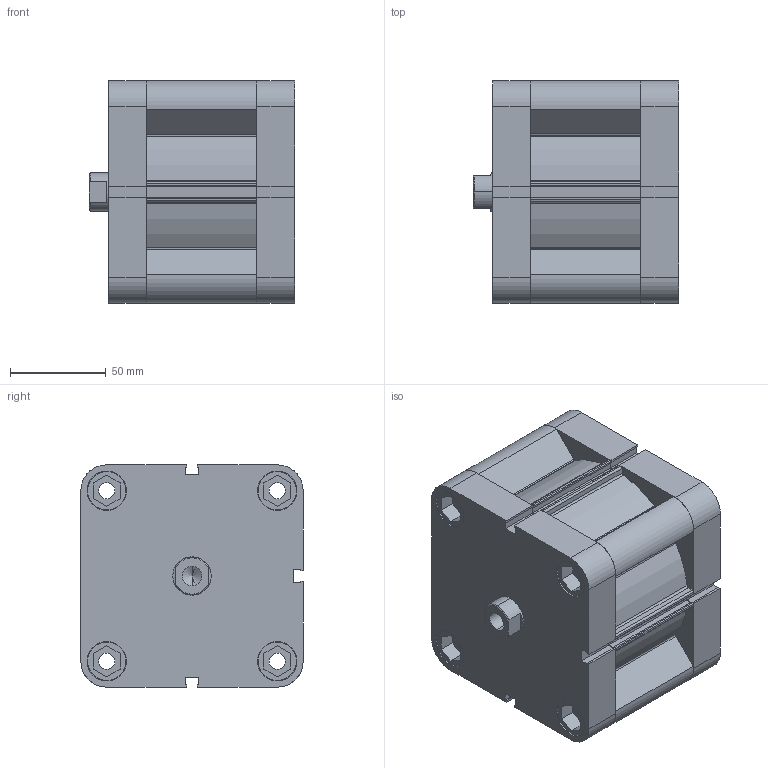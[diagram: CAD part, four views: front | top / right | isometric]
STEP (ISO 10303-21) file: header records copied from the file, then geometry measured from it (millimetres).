
FILE_DESCRIPTION (( 'STEP AP214' ), '1' );
FILE_NAME ('KCS-100-30-CYLINDER.STEP', '2013-07-24T14:14:01', ( '' ), ( '' ), 'SwSTEP 2.0', 'SolidWorks 2010', '' );
FILE_SCHEMA (( 'AUTOMOTIVE_DESIGN' ));
Length unit declared in the file: millimetre
Products named in the file (5): KCS 100  ARKA KAPAK; KCS  100  烰 KAPAK; KCS 100  M尳; KCS 100  BORU_Varsayýlan; KCS-100-30-CYLINDER
Assembly tree (4 placements, depth 2):
  KCS-100-30-CYLINDER
    KCS  100  烰 KAPAK
    KCS 100  ARKA KAPAK
    KCS 100  M尳
    KCS 100  BORU_Varsayýlan
Bounding box: 107 x 116 x 116 mm (x, y, z)
Volume: 867892.2 mm3; surface area: 181681.4 mm2
Topology: 4 solids, 4 shells, 341 faces, 902 edges, 598 vertices
Faces by surface type: plane 198, cylinder 134, cone 9
Entity records: 11084 total; most frequent: DIRECTION 1869, CARTESIAN_POINT 1861, ORIENTED_EDGE 1800, EDGE_CURVE 900, AXIS2_PLACEMENT_3D 626, VECTOR 617, LINE 617, VERTEX_POINT 598
